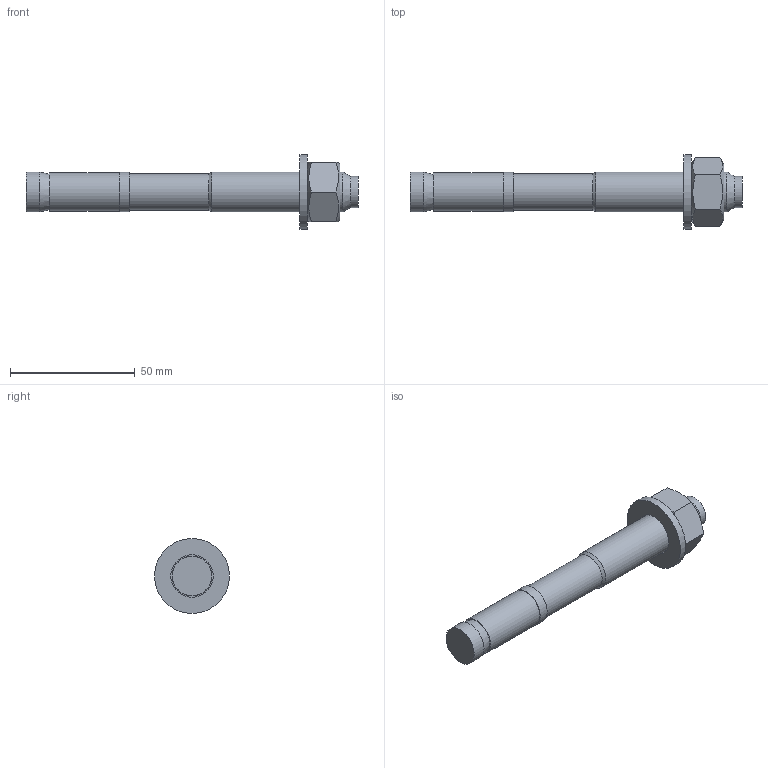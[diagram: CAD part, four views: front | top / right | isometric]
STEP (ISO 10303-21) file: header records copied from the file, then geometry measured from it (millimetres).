
FILE_DESCRIPTION (( 'STEP AP214' ), '1' );
FILE_NAME ('3498709.stp', '2024-01-05T12:12:51', ( '' ), ( '' ), 'SwSTEP 2.0', 'SolidWorks 2022', '' );
FILE_SCHEMA (( 'AUTOMOTIVE_DESIGN' ));
Length unit declared in the file: millimetre
Products named in the file (6): 1G5201B4^20520001_BZ3_M16x135_0-35_vz(2)_P_0000016487_1_Standard; Clip Dummy M12^20520001_BZ3_M16x135_0-35_vz(2)_P_0000016487_1_Standard; ISO 7089 -  16^20520001_BZ3_M16x135_0-35_vz(2)_P_0000016487_1_Standard; 3498709; DIN 934 - M16^20520001_BZ3_M16x135_0-35_vz(2)_P_0000016487_1_Standard; 20520001_BZ3_M16x135_0-35_vz(2)^P_0000016487_1_Standard
Assembly tree (5 placements, depth 3):
  3498709
    20520001_BZ3_M16x135_0-35_vz(2)^P_0000016487_1_Standard
      1G5201B4^20520001_BZ3_M16x135_0-35_vz(2)_P_0000016487_1_Standard
      Clip Dummy M12^20520001_BZ3_M16x135_0-35_vz(2)_P_0000016487_1_Standard
      ISO 7089 -  16^20520001_BZ3_M16x135_0-35_vz(2)_P_0000016487_1_Standard
      DIN 934 - M16^20520001_BZ3_M16x135_0-35_vz(2)_P_0000016487_1_Standard
Bounding box: 132.9 x 30 x 30 mm (x, y, z)
Volume: 30413.1 mm3; surface area: 12642.9 mm2
Topology: 4 solids, 4 shells, 35 faces, 66 edges, 41 vertices
Faces by surface type: plane 16, cylinder 11, cone 8
Full cylindrical faces by diameter (mm): 10.9 x1, 11.3 x1, 12.5 x1, 13.835 x1, 14.55 x1, 15.5 x1, 15.8 x1, 15.9 x1, 16 x1, 17 x1, 30 x1
Entity records: 986 total; most frequent: CARTESIAN_POINT 152, DIRECTION 148, ORIENTED_EDGE 90, AXIS2_PLACEMENT_3D 71, EDGE_LOOP 62, FACE_OUTER_BOUND 46, EDGE_CURVE 45, VERTEX_POINT 39
